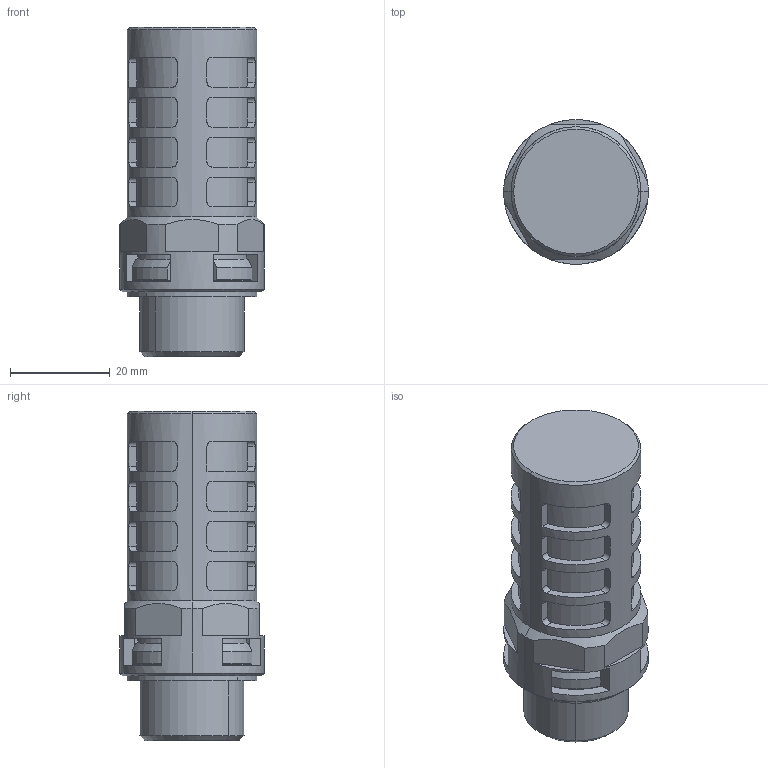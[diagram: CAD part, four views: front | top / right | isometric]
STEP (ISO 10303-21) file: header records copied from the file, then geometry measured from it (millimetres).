
FILE_DESCRIPTION(/* description */ ('AP214 STEP file'),/* implementation_level */ '1');
FILE_NAME(/* name */ 'SR04',/* time_stamp */ '2009-05-08T13:24:15+09:00',/* author */ (''),/* organization */ (''),/* preprocessor_version */ '',/* originating_system */ 'Unigraphics',/* authorisation */ '');
FILE_SCHEMA (('AUTOMOTIVE_DESIGN'));
Length unit declared in the file: millimetre
Products named in the file (1): SR04
Bounding box: 29 x 29 x 66 mm (x, y, z)
Volume: 31979.9 mm3; surface area: 7539.2 mm2
Topology: 1 solids, 1 shells, 231 faces, 603 edges, 396 vertices
Faces by surface type: plane 116, cylinder 99, cone 12, torus 4
Entity records: 7374 total; most frequent: CARTESIAN_POINT 1827, ORIENTED_EDGE 1206, DIRECTION 1053, EDGE_CURVE 603, VERTEX_POINT 396, AXIS2_PLACEMENT_3D 370, VECTOR 313, LINE 313
